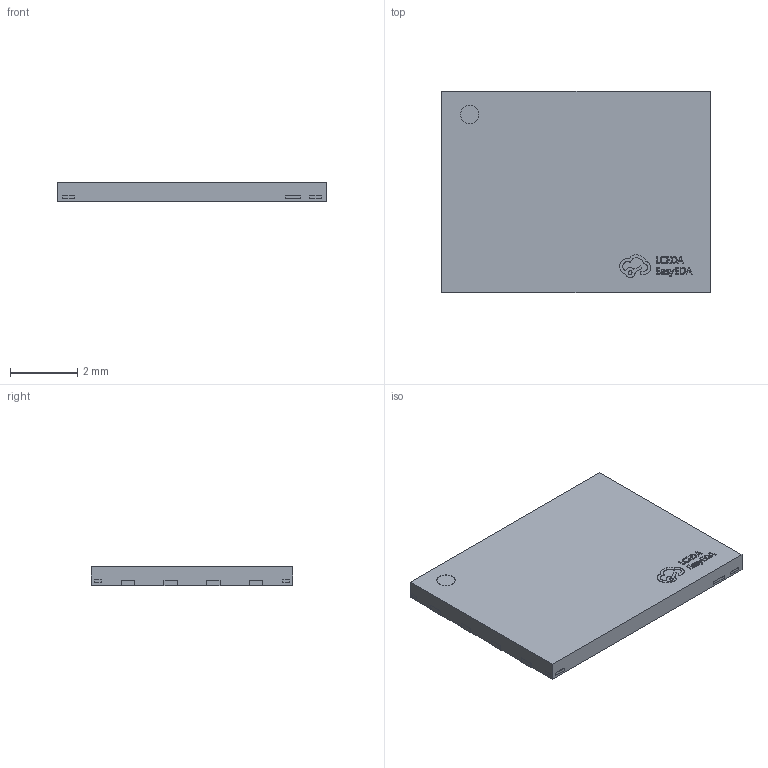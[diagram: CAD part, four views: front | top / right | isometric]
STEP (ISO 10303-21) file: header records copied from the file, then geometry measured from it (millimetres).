
FILE_DESCRIPTION (( 'STEP AP214' ), '1' );
FILE_NAME ('U-PDFN-8_L6.0-W8.0-H0.6-P1.27-BL.step', '2022-06-30T13:58:47', ( '' ), ( '' ), 'SwSTEP 2.0', 'SolidWorks 2020', '' );
FILE_SCHEMA (( 'AUTOMOTIVE_DESIGN' ));
Length unit declared in the file: millimetre
Products named in the file (1): U-PDFN-8_L6.0-W8.0-H0.6-P1.27-BL
Bounding box: 8.02 x 6.02 x 0.57 mm (x, y, z)
Volume: 26.4 mm3; surface area: 111.9 mm2
Topology: 1 solids, 1 shells, 390 faces, 1053 edges, 702 vertices
Faces by surface type: plane 276, bspline 112, cylinder 2
Entity records: 16990 total; most frequent: CARTESIAN_POINT 4250, ORIENTED_EDGE 2106, DIRECTION 1387, EDGE_CURVE 1053, VECTOR 821, LINE 821, VERTEX_POINT 702, EDGE_LOOP 427
